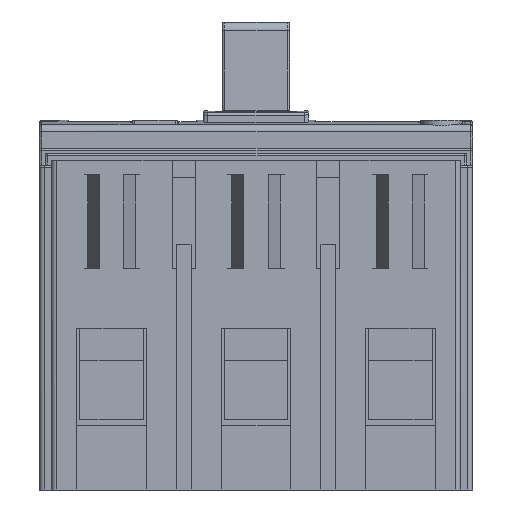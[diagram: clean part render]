
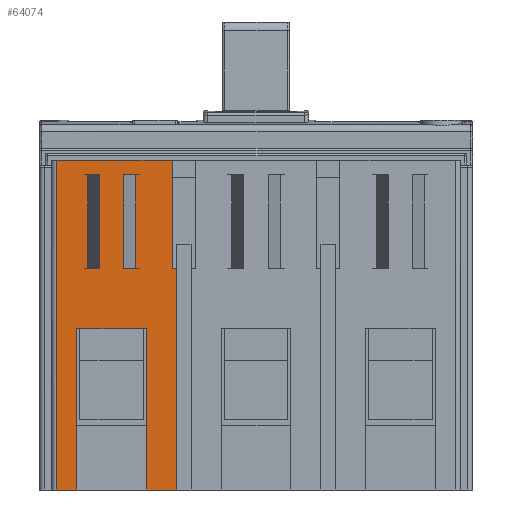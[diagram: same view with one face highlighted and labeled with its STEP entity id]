
A CAD part, front view. The second image highlights one B-rep face of the part: STEP entity #64074.
In plain terms, the highlighted planar face has unit normal (0, -1, 0).
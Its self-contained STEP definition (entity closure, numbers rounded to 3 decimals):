
#1206 = LINE ( 'NONE', #20326, #83249 ) ;
#1626 = CARTESIAN_POINT ( 'NONE',  ( 222.363, -10.959, -2.28 ) ) ;
#1969 = CARTESIAN_POINT ( 'NONE',  ( 198.263, -10.959, -59.53 ) ) ;
#2009 = ORIENTED_EDGE ( 'NONE', *, *, #49149, .F. ) ;
#2104 = VECTOR ( 'NONE', #75680, 1000. ) ;
#2393 = DIRECTION ( 'NONE',  ( 0., 0., 1. ) ) ;
#3382 = CARTESIAN_POINT ( 'NONE',  ( 202.513, -10.959, -26.03 ) ) ;
#3760 = DIRECTION ( 'NONE',  ( 0., 0., 1. ) ) ;
#3940 = DIRECTION ( 'NONE',  ( 1., 0., 0. ) ) ;
#4254 = EDGE_CURVE ( 'NONE', #60334, #41354, #33703, .T. ) ;
#4374 = CARTESIAN_POINT ( 'NONE',  ( 198.263, -10.959, -13.53 ) ) ;
#4533 = CARTESIAN_POINT ( 'NONE',  ( 207.263, -10.959, 5.97 ) ) ;
#4536 = VECTOR ( 'NONE', #34163, 1000. ) ;
#4975 = VECTOR ( 'NONE', #75811, 1000. ) ;
#5748 = LINE ( 'NONE', #1626, #55427 ) ;
#5979 = VERTEX_POINT ( 'NONE', #24639 ) ;
#6124 = ORIENTED_EDGE ( 'NONE', *, *, #4254, .F. ) ;
#6284 = VECTOR ( 'NONE', #82110, 1000. ) ;
#6675 = ORIENTED_EDGE ( 'NONE', *, *, #15193, .T. ) ;
#7626 = DIRECTION ( 'NONE',  ( 1., 0., 0. ) ) ;
#7949 = CARTESIAN_POINT ( 'NONE',  ( 198.263, -10.959, -13.53 ) ) ;
#8122 = DIRECTION ( 'NONE',  ( 0., 0., -1. ) ) ;
#8629 = CARTESIAN_POINT ( 'NONE',  ( 223.263, -10.959, -59.53 ) ) ;
#9024 = CARTESIAN_POINT ( 'NONE',  ( 210.313, -10.959, 5.97 ) ) ;
#10235 = FACE_BOUND ( 'NONE', #61566, .T. ) ;
#10748 = LINE ( 'NONE', #36393, #43100 ) ;
#10772 = CARTESIAN_POINT ( 'NONE',  ( 214.763, -10.959, -2.28 ) ) ;
#10880 = DIRECTION ( 'NONE',  ( 0., 0., 1. ) ) ;
#11007 = CARTESIAN_POINT ( 'NONE',  ( 198.263, -10.959, -2.28 ) ) ;
#11098 = ORIENTED_EDGE ( 'NONE', *, *, #65241, .F. ) ;
#11467 = CARTESIAN_POINT ( 'NONE',  ( 204.763, -10.959, 5.97 ) ) ;
#12097 = VERTEX_POINT ( 'NONE', #13973 ) ;
#12805 = CARTESIAN_POINT ( 'NONE',  ( 198.263, -10.959, -13.53 ) ) ;
#13308 = CARTESIAN_POINT ( 'NONE',  ( 217.013, -10.959, -59.53 ) ) ;
#13973 = CARTESIAN_POINT ( 'NONE',  ( 202.513, -10.959, -59.53 ) ) ;
#15193 = EDGE_CURVE ( 'NONE', #66994, #82276, #53997, .T. ) ;
#15597 = DIRECTION ( 'NONE',  ( -1., 0., 0. ) ) ;
#15884 = DIRECTION ( 'NONE',  ( 0., 0., -1. ) ) ;
#16386 = VECTOR ( 'NONE', #59761, 1000. ) ;
#18226 = ORIENTED_EDGE ( 'NONE', *, *, #49201, .F. ) ;
#18229 = ORIENTED_EDGE ( 'NONE', *, *, #44861, .T. ) ;
#18936 = LINE ( 'NONE', #80346, #53392 ) ;
#19545 = VECTOR ( 'NONE', #2393, 1000. ) ;
#20044 = CARTESIAN_POINT ( 'NONE',  ( 207.263, -10.959, -13.53 ) ) ;
#20196 = VERTEX_POINT ( 'NONE', #40731 ) ;
#20326 = CARTESIAN_POINT ( 'NONE',  ( 210.313, -10.959, 5.97 ) ) ;
#21177 = CARTESIAN_POINT ( 'NONE',  ( 222.363, -10.959, -13.53 ) ) ;
#21383 = VERTEX_POINT ( 'NONE', #4533 ) ;
#21778 = CARTESIAN_POINT ( 'NONE',  ( 217.013, -10.959, -59.53 ) ) ;
#23576 = LINE ( 'NONE', #10772, #6284 ) ;
#24385 = EDGE_CURVE ( 'NONE', #83103, #20196, #62691, .T. ) ;
#24639 = CARTESIAN_POINT ( 'NONE',  ( 214.763, -10.959, 5.97 ) ) ;
#25157 = CARTESIAN_POINT ( 'NONE',  ( 202.513, -10.959, -59.53 ) ) ;
#26748 = ORIENTED_EDGE ( 'NONE', *, *, #32518, .F. ) ;
#27104 = ORIENTED_EDGE ( 'NONE', *, *, #38958, .F. ) ;
#29126 = ORIENTED_EDGE ( 'NONE', *, *, #63416, .F. ) ;
#29495 = VERTEX_POINT ( 'NONE', #45912 ) ;
#29884 = DIRECTION ( 'NONE',  ( 1., 0., 0. ) ) ;
#30663 = VERTEX_POINT ( 'NONE', #21177 ) ;
#30790 = AXIS2_PLACEMENT_3D ( 'NONE', #4374, #49631, #10880 ) ;
#31197 = EDGE_LOOP ( 'NONE', ( #79083, #11098, #45395, #67167 ) ) ;
#31846 = CARTESIAN_POINT ( 'NONE',  ( 204.763, -10.959, -13.53 ) ) ;
#32367 = ORIENTED_EDGE ( 'NONE', *, *, #48694, .F. ) ;
#32518 = EDGE_CURVE ( 'NONE', #66994, #33081, #33618, .T. ) ;
#33081 = VERTEX_POINT ( 'NONE', #20044 ) ;
#33618 = LINE ( 'NONE', #7949, #16386 ) ;
#33703 = LINE ( 'NONE', #73042, #83300 ) ;
#34163 = DIRECTION ( 'NONE',  ( 0., 0., 1. ) ) ;
#35152 = CARTESIAN_POINT ( 'NONE',  ( 198.263, -10.959, -13.53 ) ) ;
#35363 = DIRECTION ( 'NONE',  ( 0., 0., 1. ) ) ;
#36393 = CARTESIAN_POINT ( 'NONE',  ( 202.513, -10.959, -26.03 ) ) ;
#38958 = EDGE_CURVE ( 'NONE', #41354, #30663, #5748, .T. ) ;
#38972 = LINE ( 'NONE', #8629, #4536 ) ;
#40731 = CARTESIAN_POINT ( 'NONE',  ( 212.263, -10.959, -13.53 ) ) ;
#41354 = VERTEX_POINT ( 'NONE', #60153 ) ;
#41536 = DIRECTION ( 'NONE',  ( 1., 0., 0. ) ) ;
#41598 = ORIENTED_EDGE ( 'NONE', *, *, #66479, .T. ) ;
#41678 = EDGE_CURVE ( 'NONE', #54399, #5979, #23576, .T. ) ;
#41958 = CARTESIAN_POINT ( 'NONE',  ( 212.263, -10.959, 5.97 ) ) ;
#42593 = FACE_OUTER_BOUND ( 'NONE', #55561, .T. ) ;
#43100 = VECTOR ( 'NONE', #29884, 1000. ) ;
#43394 = VECTOR ( 'NONE', #15884, 1000. ) ;
#43457 = VECTOR ( 'NONE', #15597, 1000. ) ;
#44314 = CARTESIAN_POINT ( 'NONE',  ( 214.763, -10.959, -13.53 ) ) ;
#44861 = EDGE_CURVE ( 'NONE', #46235, #29495, #38972, .T. ) ;
#44875 = LINE ( 'NONE', #12805, #79405 ) ;
#45395 = ORIENTED_EDGE ( 'NONE', *, *, #24385, .F. ) ;
#45912 = CARTESIAN_POINT ( 'NONE',  ( 223.263, -10.959, -13.53 ) ) ;
#46235 = VERTEX_POINT ( 'NONE', #61624 ) ;
#47093 = ORIENTED_EDGE ( 'NONE', *, *, #69597, .F. ) ;
#48046 = CARTESIAN_POINT ( 'NONE',  ( 212.263, -10.959, -2.28 ) ) ;
#48694 = EDGE_CURVE ( 'NONE', #33081, #21383, #69029, .T. ) ;
#49149 = EDGE_CURVE ( 'NONE', #30663, #29495, #64795, .T. ) ;
#49201 = EDGE_CURVE ( 'NONE', #51196, #60334, #56667, .T. ) ;
#49631 = DIRECTION ( 'NONE',  ( 0., 1., 0. ) ) ;
#51196 = VERTEX_POINT ( 'NONE', #1969 ) ;
#51311 = VECTOR ( 'NONE', #35363, 1000. ) ;
#52377 = ORIENTED_EDGE ( 'NONE', *, *, #69571, .T. ) ;
#52945 = VERTEX_POINT ( 'NONE', #74683 ) ;
#53392 = VECTOR ( 'NONE', #41536, 1000. ) ;
#53803 = LINE ( 'NONE', #69237, #2104 ) ;
#53997 = LINE ( 'NONE', #59888, #19545 ) ;
#54399 = VERTEX_POINT ( 'NONE', #44314 ) ;
#55427 = VECTOR ( 'NONE', #8122, 1000. ) ;
#55561 = EDGE_LOOP ( 'NONE', ( #2009, #27104, #6124, #18226, #82040, #41598, #67190, #47093, #52377, #18229 ) ) ;
#56667 = LINE ( 'NONE', #11007, #4975 ) ;
#59761 = DIRECTION ( 'NONE',  ( 1., 0., 0. ) ) ;
#59888 = CARTESIAN_POINT ( 'NONE',  ( 204.763, -10.959, -3.78 ) ) ;
#60153 = CARTESIAN_POINT ( 'NONE',  ( 222.363, -10.959, 8.97 ) ) ;
#60334 = VERTEX_POINT ( 'NONE', #78456 ) ;
#60719 = LINE ( 'NONE', #9024, #43457 ) ;
#61566 = EDGE_LOOP ( 'NONE', ( #32367, #26748, #6675, #29126 ) ) ;
#61624 = CARTESIAN_POINT ( 'NONE',  ( 223.263, -10.959, -59.53 ) ) ;
#61996 = VECTOR ( 'NONE', #77208, 1000. ) ;
#62423 = PLANE ( 'NONE',  #30790 ) ;
#62691 = LINE ( 'NONE', #48046, #43394 ) ;
#63416 = EDGE_CURVE ( 'NONE', #21383, #82276, #1206, .T. ) ;
#63761 = DIRECTION ( 'NONE',  ( 1., 0., 0. ) ) ;
#64026 = LINE ( 'NONE', #25157, #61996 ) ;
#64074 = ADVANCED_FACE ( 'NONE', ( #10235, #77068, #42593 ), #62423, .F. ) ;
#64090 = EDGE_CURVE ( 'NONE', #51196, #12097, #53803, .T. ) ;
#64795 = LINE ( 'NONE', #35152, #82004 ) ;
#65241 = EDGE_CURVE ( 'NONE', #20196, #54399, #44875, .T. ) ;
#66479 = EDGE_CURVE ( 'NONE', #12097, #68095, #64026, .T. ) ;
#66971 = VECTOR ( 'NONE', #3760, 1000. ) ;
#66994 = VERTEX_POINT ( 'NONE', #31846 ) ;
#67167 = ORIENTED_EDGE ( 'NONE', *, *, #78024, .F. ) ;
#67190 = ORIENTED_EDGE ( 'NONE', *, *, #68698, .T. ) ;
#68095 = VERTEX_POINT ( 'NONE', #3382 ) ;
#68554 = LINE ( 'NONE', #21778, #51311 ) ;
#68698 = EDGE_CURVE ( 'NONE', #68095, #52945, #10748, .T. ) ;
#69029 = LINE ( 'NONE', #82177, #66971 ) ;
#69237 = CARTESIAN_POINT ( 'NONE',  ( 198.263, -10.959, -59.53 ) ) ;
#69571 = EDGE_CURVE ( 'NONE', #75061, #46235, #18936, .T. ) ;
#69597 = EDGE_CURVE ( 'NONE', #75061, #52945, #68554, .T. ) ;
#73042 = CARTESIAN_POINT ( 'NONE',  ( 210.313, -10.959, 8.97 ) ) ;
#74683 = CARTESIAN_POINT ( 'NONE',  ( 217.013, -10.959, -26.03 ) ) ;
#75061 = VERTEX_POINT ( 'NONE', #13308 ) ;
#75680 = DIRECTION ( 'NONE',  ( 1., 0., 0. ) ) ;
#75811 = DIRECTION ( 'NONE',  ( 0., 0., 1. ) ) ;
#77068 = FACE_BOUND ( 'NONE', #31197, .T. ) ;
#77208 = DIRECTION ( 'NONE',  ( 0., 0., 1. ) ) ;
#78024 = EDGE_CURVE ( 'NONE', #5979, #83103, #60719, .T. ) ;
#78456 = CARTESIAN_POINT ( 'NONE',  ( 198.263, -10.959, 8.97 ) ) ;
#78655 = DIRECTION ( 'NONE',  ( -1., 0., 0. ) ) ;
#79083 = ORIENTED_EDGE ( 'NONE', *, *, #41678, .F. ) ;
#79405 = VECTOR ( 'NONE', #63761, 1000. ) ;
#80346 = CARTESIAN_POINT ( 'NONE',  ( 198.263, -10.959, -59.53 ) ) ;
#82004 = VECTOR ( 'NONE', #3940, 1000. ) ;
#82040 = ORIENTED_EDGE ( 'NONE', *, *, #64090, .T. ) ;
#82110 = DIRECTION ( 'NONE',  ( 0., 0., 1. ) ) ;
#82177 = CARTESIAN_POINT ( 'NONE',  ( 207.263, -10.959, -2.28 ) ) ;
#82276 = VERTEX_POINT ( 'NONE', #11467 ) ;
#83103 = VERTEX_POINT ( 'NONE', #41958 ) ;
#83249 = VECTOR ( 'NONE', #78655, 1000. ) ;
#83300 = VECTOR ( 'NONE', #7626, 1000. ) ;
